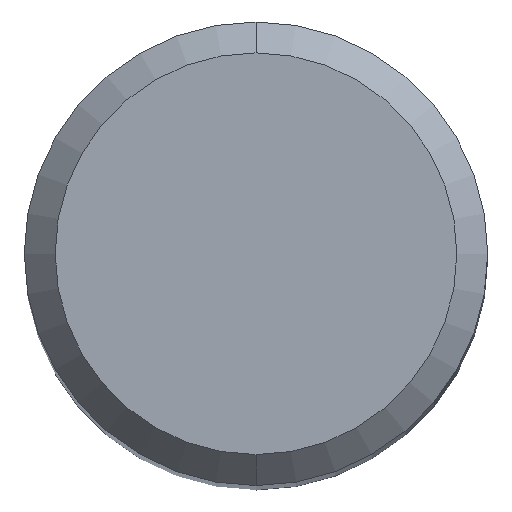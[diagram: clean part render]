
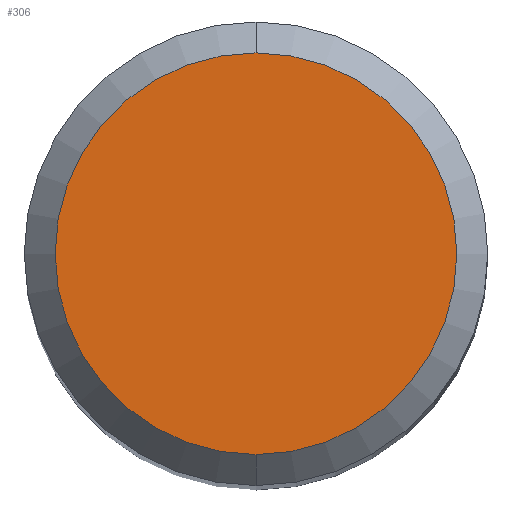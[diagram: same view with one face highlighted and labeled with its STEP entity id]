
A CAD part, top view. The second image highlights one B-rep face of the part: STEP entity #306.
In plain terms, the highlighted planar face has unit normal (0, 0, 1).
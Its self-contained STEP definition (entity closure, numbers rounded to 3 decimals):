
#306=ADVANCED_FACE('',(#615),#616,.T.);
#324=VERTEX_POINT('',#637);
#376=VERTEX_POINT('',#693);
#418=EDGE_CURVE('',#376,#324,#737,.T.);
#432=EDGE_CURVE('',#324,#376,#753,.T.);
#615=FACE_OUTER_BOUND('',#1101,.T.);
#616=PLANE('',#1102);
#637=CARTESIAN_POINT('',(0.,-2.6,0.0));
#693=CARTESIAN_POINT('',(0.0,2.6,0.0));
#737=CIRCLE('',#1315,2.6);
#753=CIRCLE('',#1342,2.6);
#1101=EDGE_LOOP('',(#1557,#1558));
#1102=AXIS2_PLACEMENT_3D('',#1559,#1560,#1561);
#1315=AXIS2_PLACEMENT_3D('',#1678,#1679,#1680);
#1342=AXIS2_PLACEMENT_3D('',#1705,#1706,#1707);
#1557=ORIENTED_EDGE('',*,*,#418,.F.);
#1558=ORIENTED_EDGE('',*,*,#432,.F.);
#1559=CARTESIAN_POINT('',(0.0,1.3,0.0));
#1560=DIRECTION('',(-0.0,0.0,1.0));
#1561=DIRECTION('',(0.0,-1.0,0.0));
#1678=CARTESIAN_POINT('',(0.0,0.0,0.0));
#1679=DIRECTION('',(0.0,0.0,-1.0));
#1680=DIRECTION('',(0.0,1.0,0.0));
#1705=CARTESIAN_POINT('',(0.0,0.0,0.0));
#1706=DIRECTION('',(0.0,0.0,-1.0));
#1707=DIRECTION('',(0.0,1.0,0.0));
